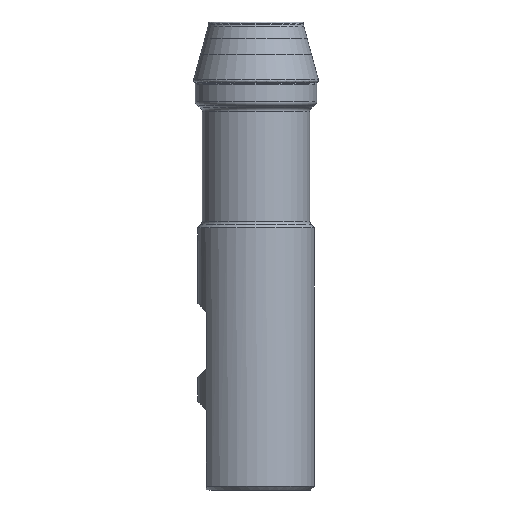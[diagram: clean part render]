
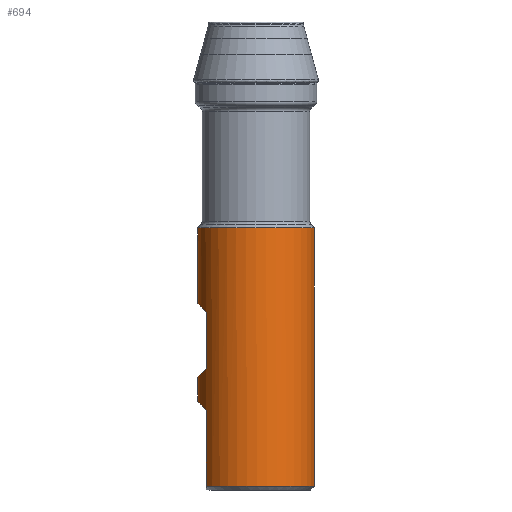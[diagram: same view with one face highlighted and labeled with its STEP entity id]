
A CAD part, left-side view. The second image highlights one B-rep face of the part: STEP entity #694.
In plain terms, the highlighted cylindrical face has radius 12.5 mm (diameter 25 mm), a partial arc.
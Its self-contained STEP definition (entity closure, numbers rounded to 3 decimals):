
#33=CARTESIAN_POINT('',(0.,0.,0.8));
#34=DIRECTION('',(0.,0.,1.));
#35=DIRECTION('',(-0.527,0.85,0.));
#36=AXIS2_PLACEMENT_3D('',#33,#34,#35);
#51=DIRECTION('',(0.,0.,-1.));
#52=VECTOR('',#51,16.2);
#53=CARTESIAN_POINT('',(-6.591,10.621,17.));
#54=LINE('',#53,#52);
#69=CARTESIAN_POINT('',(0.,12.5,39.998));
#75=CARTESIAN_POINT('',(0.,12.5,24.002));
#81=CARTESIAN_POINT('',(0.,12.5,18.998));
#87=CARTESIAN_POINT('',(-6.591,10.621,38.));
#88=CARTESIAN_POINT('',(-5.643,11.209,38.606));
#89=CARTESIAN_POINT('',(-3.605,12.127,39.56));
#90=CARTESIAN_POINT('',(-1.269,12.5,39.975));
#91=CARTESIAN_POINT('',(0.,12.5,39.998));
#93=DIRECTION('',(0.,0.,1.));
#94=VECTOR('',#93,16.002);
#95=CARTESIAN_POINT('',(0.,12.5,39.998));
#96=LINE('',#95,#94);
#97=DIRECTION('',(0.,0.,1.));
#98=VECTOR('',#97,55.2);
#99=CARTESIAN_POINT('',(0.,-12.5,0.8));
#100=LINE('',#99,#98);
#101=DIRECTION('',(0.,0.,1.));
#102=VECTOR('',#101,5.004);
#103=CARTESIAN_POINT('',(0.,12.5,18.998));
#104=LINE('',#103,#102);
#113=CARTESIAN_POINT('',(0.,0.,56.));
#114=DIRECTION('',(0.,0.,1.));
#115=DIRECTION('',(0.,1.,0.));
#116=AXIS2_PLACEMENT_3D('',#113,#114,#115);
#405=CARTESIAN_POINT('',(-6.591,10.621,17.));
#406=CARTESIAN_POINT('',(-5.643,11.209,17.606));
#407=CARTESIAN_POINT('',(-3.605,12.127,18.56));
#408=CARTESIAN_POINT('',(-1.269,12.5,18.975));
#409=CARTESIAN_POINT('',(0.,12.5,18.998));
#415=CARTESIAN_POINT('',(-6.591,10.621,26.));
#416=CARTESIAN_POINT('',(-5.643,11.209,25.394));
#417=CARTESIAN_POINT('',(-3.605,12.127,24.44));
#418=CARTESIAN_POINT('',(-1.269,12.5,24.025));
#419=CARTESIAN_POINT('',(0.,12.5,24.002));
#429=DIRECTION('',(0.,0.,-1.));
#430=VECTOR('',#429,12.);
#431=CARTESIAN_POINT('',(-6.591,10.621,38.));
#432=LINE('',#431,#430);
#479=VERTEX_POINT('',#69);
#483=VERTEX_POINT('',#75);
#484=VERTEX_POINT('',#81);
#488=VERTEX_POINT('',#87);
#489=CARTESIAN_POINT('',(-6.591,10.621,26.));
#490=VERTEX_POINT('',#489);
#491=VERTEX_POINT('',#405);
#492=CARTESIAN_POINT('',(-6.591,10.621,0.8));
#493=VERTEX_POINT('',#492);
#496=CARTESIAN_POINT('',(0.,-12.5,0.8));
#497=VERTEX_POINT('',#496);
#508=CARTESIAN_POINT('',(0.,12.5,56.));
#510=VERTEX_POINT('',#508);
#512=CARTESIAN_POINT('',(0.,-12.5,56.));
#514=VERTEX_POINT('',#512);
#673=CARTESIAN_POINT('',(0.,0.,63.));
#674=DIRECTION('',(0.,0.,-1.));
#675=DIRECTION('',(0.,-1.,0.));
#676=AXIS2_PLACEMENT_3D('',#673,#674,#675);
#677=CYLINDRICAL_SURFACE('',#676,12.5);
#678=ORIENTED_EDGE('',*,*,#666,.T.);
#679=ORIENTED_EDGE('',*,*,#655,.T.);
#681=ORIENTED_EDGE('',*,*,#680,.T.);
#682=ORIENTED_EDGE('',*,*,#651,.F.);
#683=ORIENTED_EDGE('',*,*,#608,.F.);
#684=ORIENTED_EDGE('',*,*,#626,.F.);
#686=ORIENTED_EDGE('',*,*,#685,.T.);
#687=ORIENTED_EDGE('',*,*,#645,.T.);
#689=ORIENTED_EDGE('',*,*,#688,.F.);
#691=ORIENTED_EDGE('',*,*,#690,.F.);
#692=EDGE_LOOP('',(#678,#679,#681,#682,#683,#684,#686,#687,#689,#691));
#693=FACE_OUTER_BOUND('',#692,.F.);
#694=ADVANCED_FACE('',(#693),#677,.T.);
#37=CIRCLE('',#36,12.5);
#92=B_SPLINE_CURVE_WITH_KNOTS('',3,(#87,#88,#89,#90,#91),.UNSPECIFIED.,.F.,.F.,(
4,1,4),(0.,0.5,1.),.UNSPECIFIED.);
#117=CIRCLE('',#116,12.5);
#410=B_SPLINE_CURVE_WITH_KNOTS('',3,(#405,#406,#407,#408,#409),.UNSPECIFIED.,
.F.,.F.,(4,1,4),(0.,0.5,1.),.UNSPECIFIED.);
#420=B_SPLINE_CURVE_WITH_KNOTS('',3,(#415,#416,#417,#418,#419),.UNSPECIFIED.,
.F.,.F.,(4,1,4),(0.,0.5,1.),.UNSPECIFIED.);
#608=EDGE_CURVE('',#493,#497,#37,.T.);
#626=EDGE_CURVE('',#491,#493,#54,.T.);
#645=EDGE_CURVE('',#484,#483,#104,.T.);
#651=EDGE_CURVE('',#497,#514,#100,.T.);
#655=EDGE_CURVE('',#479,#510,#96,.T.);
#666=EDGE_CURVE('',#488,#479,#92,.T.);
#680=EDGE_CURVE('',#510,#514,#117,.T.);
#685=EDGE_CURVE('',#491,#484,#410,.T.);
#688=EDGE_CURVE('',#490,#483,#420,.T.);
#690=EDGE_CURVE('',#488,#490,#432,.T.);
